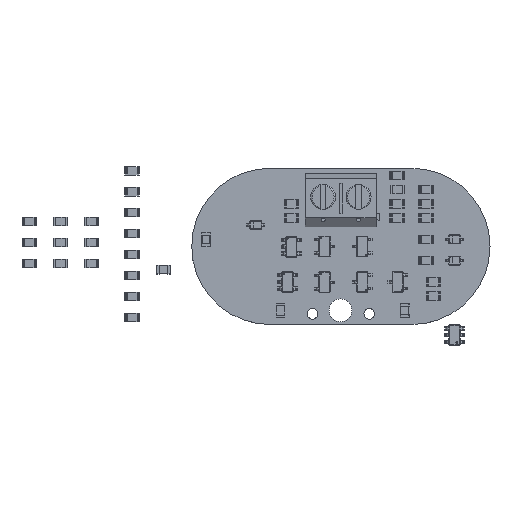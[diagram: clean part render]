
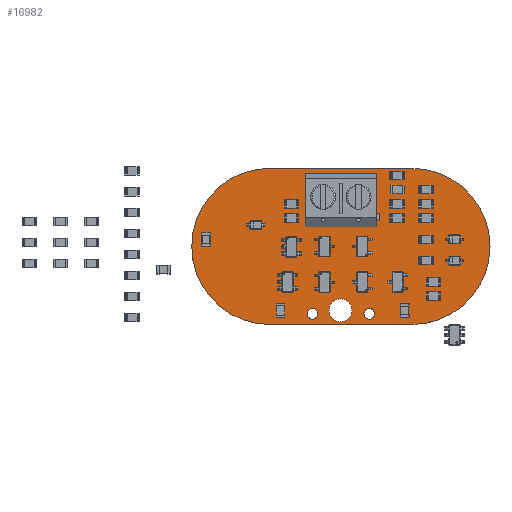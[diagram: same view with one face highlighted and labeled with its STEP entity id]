
A CAD part, top view. The second image highlights one B-rep face of the part: STEP entity #16982.
In plain terms, the highlighted planar face has unit normal (0, 0, 1).
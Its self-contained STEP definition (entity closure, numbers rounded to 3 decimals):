
#16812 = VERTEX_POINT('',#16813);
#16813 = CARTESIAN_POINT('',(149.,-103.,1.51));
#16819 = EDGE_CURVE('',#16812,#16820,#16822,.T.);
#16820 = VERTEX_POINT('',#16821);
#16821 = CARTESIAN_POINT('',(149.,-125.,1.51));
#16822 = CIRCLE('',#16823,11.);
#16823 = AXIS2_PLACEMENT_3D('',#16824,#16825,#16826);
#16824 = CARTESIAN_POINT('',(149.,-114.,1.51));
#16825 = DIRECTION('',(0.,0.,-1.));
#16826 = DIRECTION('',(0.,1.,0.));
#16854 = VERTEX_POINT('',#16855);
#16855 = CARTESIAN_POINT('',(129.,-103.,1.51));
#16861 = EDGE_CURVE('',#16854,#16812,#16862,.T.);
#16862 = LINE('',#16863,#16864);
#16863 = CARTESIAN_POINT('',(129.,-103.,1.51));
#16864 = VECTOR('',#16865,1.);
#16865 = DIRECTION('',(1.,0.,0.));
#16883 = EDGE_CURVE('',#16820,#16884,#16886,.T.);
#16884 = VERTEX_POINT('',#16885);
#16885 = CARTESIAN_POINT('',(129.,-125.,1.51));
#16886 = LINE('',#16887,#16888);
#16887 = CARTESIAN_POINT('',(149.,-125.,1.51));
#16888 = VECTOR('',#16889,1.);
#16889 = DIRECTION('',(-1.,0.,0.));
#16982 = ADVANCED_FACE('',(#16983,#16995,#17006,#17017,#17028,#17039),
  #17050,.T.);
#16983 = FACE_BOUND('',#16984,.T.);
#16984 = EDGE_LOOP('',(#16985,#16986,#16987,#16994));
#16985 = ORIENTED_EDGE('',*,*,#16819,.F.);
#16986 = ORIENTED_EDGE('',*,*,#16861,.F.);
#16987 = ORIENTED_EDGE('',*,*,#16988,.F.);
#16988 = EDGE_CURVE('',#16884,#16854,#16989,.T.);
#16989 = CIRCLE('',#16990,11.);
#16990 = AXIS2_PLACEMENT_3D('',#16991,#16992,#16993);
#16991 = CARTESIAN_POINT('',(129.,-114.,1.51));
#16992 = DIRECTION('',(0.,0.,-1.));
#16993 = DIRECTION('',(0.,-1.,0.));
#16994 = ORIENTED_EDGE('',*,*,#16883,.F.);
#16995 = FACE_BOUND('',#16996,.T.);
#16996 = EDGE_LOOP('',(#16997));
#16997 = ORIENTED_EDGE('',*,*,#16998,.T.);
#16998 = EDGE_CURVE('',#16999,#16999,#17001,.T.);
#16999 = VERTEX_POINT('',#17000);
#17000 = CARTESIAN_POINT('',(135.,-124.25,1.51));
#17001 = CIRCLE('',#17002,0.75);
#17002 = AXIS2_PLACEMENT_3D('',#17003,#17004,#17005);
#17003 = CARTESIAN_POINT('',(135.,-123.5,1.51));
#17004 = DIRECTION('',(-0.,0.,-1.));
#17005 = DIRECTION('',(-0.,-1.,0.));
#17006 = FACE_BOUND('',#17007,.T.);
#17007 = EDGE_LOOP('',(#17008));
#17008 = ORIENTED_EDGE('',*,*,#17009,.T.);
#17009 = EDGE_CURVE('',#17010,#17010,#17012,.T.);
#17010 = VERTEX_POINT('',#17011);
#17011 = CARTESIAN_POINT('',(138.95,-124.6,1.51));
#17012 = CIRCLE('',#17013,1.6);
#17013 = AXIS2_PLACEMENT_3D('',#17014,#17015,#17016);
#17014 = CARTESIAN_POINT('',(138.95,-123.,1.51));
#17015 = DIRECTION('',(-0.,0.,-1.));
#17016 = DIRECTION('',(-0.,-1.,0.));
#17017 = FACE_BOUND('',#17018,.T.);
#17018 = EDGE_LOOP('',(#17019));
#17019 = ORIENTED_EDGE('',*,*,#17020,.T.);
#17020 = EDGE_CURVE('',#17021,#17021,#17023,.T.);
#17021 = VERTEX_POINT('',#17022);
#17022 = CARTESIAN_POINT('',(143.,-124.25,1.51));
#17023 = CIRCLE('',#17024,0.75);
#17024 = AXIS2_PLACEMENT_3D('',#17025,#17026,#17027);
#17025 = CARTESIAN_POINT('',(143.,-123.5,1.51));
#17026 = DIRECTION('',(-0.,0.,-1.));
#17027 = DIRECTION('',(-0.,-1.,0.));
#17028 = FACE_BOUND('',#17029,.T.);
#17029 = EDGE_LOOP('',(#17030));
#17030 = ORIENTED_EDGE('',*,*,#17031,.T.);
#17031 = EDGE_CURVE('',#17032,#17032,#17034,.T.);
#17032 = VERTEX_POINT('',#17033);
#17033 = CARTESIAN_POINT('',(136.5,-107.75,1.51));
#17034 = CIRCLE('',#17035,0.75);
#17035 = AXIS2_PLACEMENT_3D('',#17036,#17037,#17038);
#17036 = CARTESIAN_POINT('',(136.5,-107.,1.51));
#17037 = DIRECTION('',(-0.,0.,-1.));
#17038 = DIRECTION('',(-0.,-1.,0.));
#17039 = FACE_BOUND('',#17040,.T.);
#17040 = EDGE_LOOP('',(#17041));
#17041 = ORIENTED_EDGE('',*,*,#17042,.T.);
#17042 = EDGE_CURVE('',#17043,#17043,#17045,.T.);
#17043 = VERTEX_POINT('',#17044);
#17044 = CARTESIAN_POINT('',(141.5,-107.75,1.51));
#17045 = CIRCLE('',#17046,0.75);
#17046 = AXIS2_PLACEMENT_3D('',#17047,#17048,#17049);
#17047 = CARTESIAN_POINT('',(141.5,-107.,1.51));
#17048 = DIRECTION('',(-0.,0.,-1.));
#17049 = DIRECTION('',(-0.,-1.,0.));
#17050 = PLANE('',#17051);
#17051 = AXIS2_PLACEMENT_3D('',#17052,#17053,#17054);
#17052 = CARTESIAN_POINT('',(0.,0.,1.51));
#17053 = DIRECTION('',(0.,0.,1.));
#17054 = DIRECTION('',(1.,0.,-0.));
